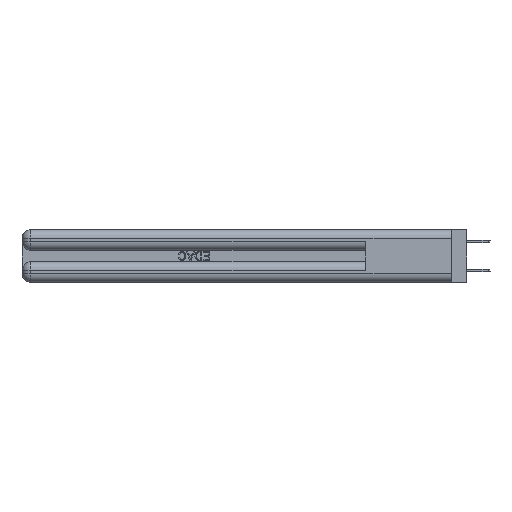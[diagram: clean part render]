
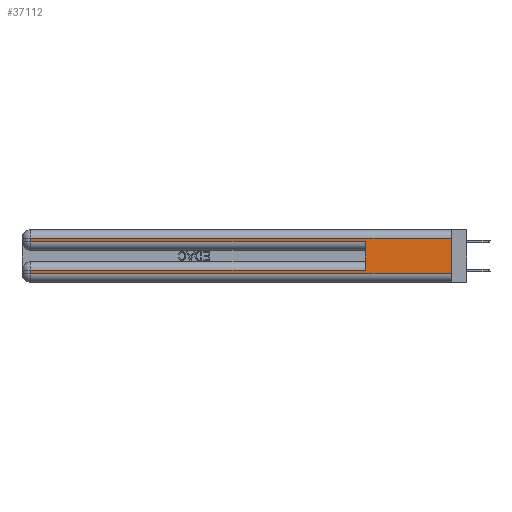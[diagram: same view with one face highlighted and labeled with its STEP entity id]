
A CAD part, left-side view. The second image highlights one B-rep face of the part: STEP entity #37112.
In plain terms, the highlighted planar face has unit normal (-1, 0, 0).
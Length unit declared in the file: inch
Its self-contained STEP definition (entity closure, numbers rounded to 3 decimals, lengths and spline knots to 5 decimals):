
#2297 = EDGE_CURVE ( 'NONE', #37293, #41596, #6388, .T. ) ;
#2646 = DIRECTION ( 'NONE',  ( 0., -1., 0. ) ) ;
#3651 = DIRECTION ( 'NONE',  ( 0., 1., 0. ) ) ;
#6160 = ORIENTED_EDGE ( 'NONE', *, *, #19915, .F. ) ;
#6212 = VECTOR ( 'NONE', #2646, 39.37008 ) ;
#6309 = VERTEX_POINT ( 'NONE', #42737 ) ;
#6388 = LINE ( 'NONE', #22110, #43664 ) ;
#7078 = EDGE_CURVE ( 'NONE', #11246, #6309, #36742, .T. ) ;
#8639 = AXIS2_PLACEMENT_3D ( 'NONE', #34546, #12886, #37870 ) ;
#8835 = CARTESIAN_POINT ( 'NONE',  ( 0., 0.6, 0.285 ) ) ;
#9262 = PLANE ( 'NONE',  #8639 ) ;
#9505 = VECTOR ( 'NONE', #37409, 39.37008 ) ;
#9951 = CARTESIAN_POINT ( 'NONE',  ( 0., 2.94, 0.31 ) ) ;
#10231 = VERTEX_POINT ( 'NONE', #15374 ) ;
#11246 = VERTEX_POINT ( 'NONE', #17402 ) ;
#12288 = CARTESIAN_POINT ( 'NONE',  ( 0., 0., 0.31 ) ) ;
#12324 = CARTESIAN_POINT ( 'NONE',  ( 0., 2.94, 0.285 ) ) ;
#12886 = DIRECTION ( 'NONE',  ( 1., 0., 0. ) ) ;
#14261 = DIRECTION ( 'NONE',  ( 0., 0., -1. ) ) ;
#15374 = CARTESIAN_POINT ( 'NONE',  ( 0., 0., 0.31 ) ) ;
#16122 = EDGE_CURVE ( 'NONE', #41596, #11246, #39756, .T. ) ;
#17161 = VECTOR ( 'NONE', #35283, 39.37008 ) ;
#17402 = CARTESIAN_POINT ( 'NONE',  ( 0., 2.94, 0.06 ) ) ;
#18172 = CARTESIAN_POINT ( 'NONE',  ( 0., 0., 0.37 ) ) ;
#19915 = EDGE_CURVE ( 'NONE', #37293, #29880, #21350, .T. ) ;
#20933 = VECTOR ( 'NONE', #14261, 39.37008 ) ;
#21350 = LINE ( 'NONE', #22710, #9505 ) ;
#21634 = VERTEX_POINT ( 'NONE', #12324 ) ;
#21992 = CARTESIAN_POINT ( 'NONE',  ( 0., 2.94, 0.37 ) ) ;
#22110 = CARTESIAN_POINT ( 'NONE',  ( 0., 0., 0.085 ) ) ;
#22710 = CARTESIAN_POINT ( 'NONE',  ( 0., 0.6, 0.145 ) ) ;
#22748 = VECTOR ( 'NONE', #31867, 39.37008 ) ;
#23303 = ORIENTED_EDGE ( 'NONE', *, *, #40537, .T. ) ;
#24094 = ORIENTED_EDGE ( 'NONE', *, *, #35773, .T. ) ;
#24586 = CARTESIAN_POINT ( 'NONE',  ( 0., 0.6, 0.085 ) ) ;
#24595 = EDGE_CURVE ( 'NONE', #10231, #32566, #37199, .T. ) ;
#26344 = LINE ( 'NONE', #18172, #42108 ) ;
#29329 = FACE_OUTER_BOUND ( 'NONE', #40531, .T. ) ;
#29425 = ORIENTED_EDGE ( 'NONE', *, *, #2297, .T. ) ;
#29461 = ORIENTED_EDGE ( 'NONE', *, *, #7078, .T. ) ;
#29880 = VERTEX_POINT ( 'NONE', #8835 ) ;
#31867 = DIRECTION ( 'NONE',  ( 0., -1., 0. ) ) ;
#32121 = CARTESIAN_POINT ( 'NONE',  ( 0., 2.94, 0.085 ) ) ;
#32140 = EDGE_CURVE ( 'NONE', #10231, #6309, #26344, .T. ) ;
#32361 = LINE ( 'NONE', #45873, #22748 ) ;
#32566 = VERTEX_POINT ( 'NONE', #9951 ) ;
#32866 = LINE ( 'NONE', #21992, #20933 ) ;
#34546 = CARTESIAN_POINT ( 'NONE',  ( 0., 0., 0.37 ) ) ;
#35283 = DIRECTION ( 'NONE',  ( 0., 0., -1. ) ) ;
#35598 = CARTESIAN_POINT ( 'NONE',  ( 0., 2.94, 0.37 ) ) ;
#35773 = EDGE_CURVE ( 'NONE', #32566, #21634, #32866, .T. ) ;
#36056 = VECTOR ( 'NONE', #44831, 39.37008 ) ;
#36742 = LINE ( 'NONE', #45901, #6212 ) ;
#36857 = DIRECTION ( 'NONE',  ( 0., 0., -1. ) ) ;
#37112 = ADVANCED_FACE ( 'NONE', ( #29329 ), #9262, .F. ) ;
#37199 = LINE ( 'NONE', #12288, #36056 ) ;
#37293 = VERTEX_POINT ( 'NONE', #24586 ) ;
#37409 = DIRECTION ( 'NONE',  ( 0., 0., 1. ) ) ;
#37870 = DIRECTION ( 'NONE',  ( 0., 0., -1. ) ) ;
#39567 = ORIENTED_EDGE ( 'NONE', *, *, #24595, .T. ) ;
#39756 = LINE ( 'NONE', #35598, #17161 ) ;
#40531 = EDGE_LOOP ( 'NONE', ( #41635, #39567, #24094, #23303, #6160, #29425, #46698, #29461 ) ) ;
#40537 = EDGE_CURVE ( 'NONE', #21634, #29880, #32361, .T. ) ;
#41596 = VERTEX_POINT ( 'NONE', #32121 ) ;
#41635 = ORIENTED_EDGE ( 'NONE', *, *, #32140, .F. ) ;
#42108 = VECTOR ( 'NONE', #36857, 39.37008 ) ;
#42737 = CARTESIAN_POINT ( 'NONE',  ( 0., 0., 0.06 ) ) ;
#43664 = VECTOR ( 'NONE', #3651, 39.37008 ) ;
#44831 = DIRECTION ( 'NONE',  ( 0., 1., 0. ) ) ;
#45873 = CARTESIAN_POINT ( 'NONE',  ( 0., 0., 0.285 ) ) ;
#45901 = CARTESIAN_POINT ( 'NONE',  ( 0., 0., 0.06 ) ) ;
#46698 = ORIENTED_EDGE ( 'NONE', *, *, #16122, .T. ) ;
